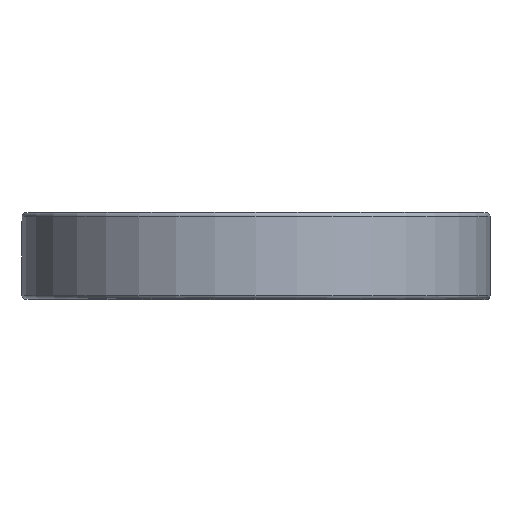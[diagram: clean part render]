
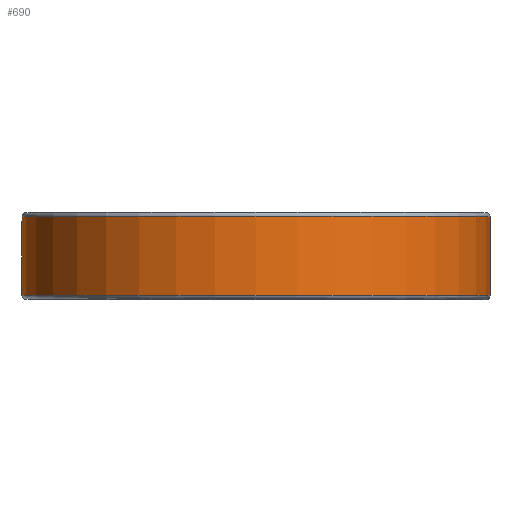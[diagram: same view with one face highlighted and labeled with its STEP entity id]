
A CAD part, top view. The second image highlights one B-rep face of the part: STEP entity #690.
In plain terms, the highlighted cylindrical face has radius 47.257 mm (diameter 94.513 mm), a partial arc.
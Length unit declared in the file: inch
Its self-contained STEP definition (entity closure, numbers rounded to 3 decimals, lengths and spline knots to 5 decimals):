
#94 = DIRECTION ( 'NONE',  ( 0., -1., 0. ) ) ;
#104 = DIRECTION ( 'NONE',  ( 0., 0., -1. ) ) ;
#120 = LINE ( 'NONE', #650, #2026 ) ;
#141 = DIRECTION ( 'NONE',  ( 0., -1., 0. ) ) ;
#149 = CARTESIAN_POINT ( 'NONE',  ( 0., 0.3125, 0. ) ) ;
#236 = CARTESIAN_POINT ( 'NONE',  ( 1.8605, 0.31375, 0. ) ) ;
#252 = ORIENTED_EDGE ( 'NONE', *, *, #882, .F. ) ;
#274 = CIRCLE ( 'NONE', #1184, 1.8605 ) ;
#388 = DIRECTION ( 'NONE',  ( 0., 0., -1. ) ) ;
#428 = EDGE_CURVE ( 'NONE', #513, #753, #1610, .T. ) ;
#513 = VERTEX_POINT ( 'NONE', #2240 ) ;
#517 = VECTOR ( 'NONE', #676, 39.37008 ) ;
#543 = CIRCLE ( 'NONE', #2021, 1.8605 ) ;
#643 = CARTESIAN_POINT ( 'NONE',  ( 1.8605, 0.31375, 0. ) ) ;
#650 = CARTESIAN_POINT ( 'NONE',  ( 0., 0.31375, -1.8605 ) ) ;
#676 = DIRECTION ( 'NONE',  ( 0., 1., 0. ) ) ;
#690 = ADVANCED_FACE ( 'NONE', ( #749 ), #1032, .T. ) ;
#749 = FACE_OUTER_BOUND ( 'NONE', #1607, .T. ) ;
#753 = VERTEX_POINT ( 'NONE', #236 ) ;
#882 = EDGE_CURVE ( 'NONE', #513, #1584, #274, .T. ) ;
#1032 = CYLINDRICAL_SURFACE ( 'NONE', #2036, 1.8605 ) ;
#1101 = VERTEX_POINT ( 'NONE', #2168 ) ;
#1184 = AXIS2_PLACEMENT_3D ( 'NONE', #2390, #1272, #104 ) ;
#1268 = CARTESIAN_POINT ( 'NONE',  ( 0., 0.31375, 0. ) ) ;
#1272 = DIRECTION ( 'NONE',  ( 0., -1., 0. ) ) ;
#1274 = EDGE_CURVE ( 'NONE', #1584, #1101, #120, .T. ) ;
#1288 = ORIENTED_EDGE ( 'NONE', *, *, #1656, .T. ) ;
#1475 = DIRECTION ( 'NONE',  ( 0., 0., -1. ) ) ;
#1584 = VERTEX_POINT ( 'NONE', #2196 ) ;
#1607 = EDGE_LOOP ( 'NONE', ( #1765, #1288, #1833, #252 ) ) ;
#1610 = LINE ( 'NONE', #643, #517 ) ;
#1656 = EDGE_CURVE ( 'NONE', #753, #1101, #543, .T. ) ;
#1765 = ORIENTED_EDGE ( 'NONE', *, *, #428, .T. ) ;
#1833 = ORIENTED_EDGE ( 'NONE', *, *, #1274, .F. ) ;
#1865 = DIRECTION ( 'NONE',  ( 0., 1., 0. ) ) ;
#2021 = AXIS2_PLACEMENT_3D ( 'NONE', #1268, #94, #1475 ) ;
#2026 = VECTOR ( 'NONE', #1865, 39.37008 ) ;
#2036 = AXIS2_PLACEMENT_3D ( 'NONE', #149, #141, #388 ) ;
#2168 = CARTESIAN_POINT ( 'NONE',  ( 0., 0.31375, -1.8605 ) ) ;
#2196 = CARTESIAN_POINT ( 'NONE',  ( 0., -0.31375, -1.8605 ) ) ;
#2240 = CARTESIAN_POINT ( 'NONE',  ( 1.8605, -0.31375, 0. ) ) ;
#2390 = CARTESIAN_POINT ( 'NONE',  ( 0., -0.31375, 0. ) ) ;
